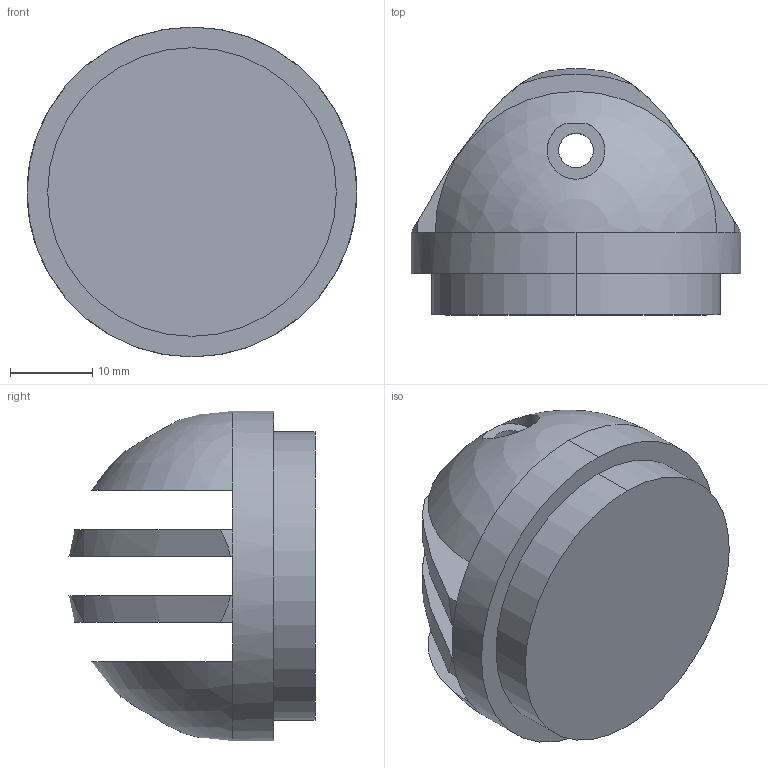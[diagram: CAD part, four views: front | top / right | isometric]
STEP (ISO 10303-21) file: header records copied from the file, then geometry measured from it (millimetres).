
FILE_DESCRIPTION (( 'STEP AP203' ), '1' );
FILE_NAME ('Zglob_telo.STEP', '2025-06-08T15:14:35', ( '' ), ( '' ), 'SwSTEP 2.0', 'SolidWorks 2023', '' );
FILE_SCHEMA (( 'CONFIG_CONTROL_DESIGN' ));
Length unit declared in the file: millimetre
Products named in the file (1): Zglob_telo
Bounding box: 40 x 29.83 x 40 mm (x, y, z)
Volume: 18883.4 mm3; surface area: 7782 mm2
Topology: 1 solids, 1 shells, 46 faces, 113 edges, 70 vertices
Faces by surface type: plane 19, cylinder 15, sphere 8, bspline 4
Entity records: 1599 total; most frequent: CARTESIAN_POINT 425, DIRECTION 238, ORIENTED_EDGE 222, EDGE_CURVE 111, AXIS2_PLACEMENT_3D 103, VERTEX_POINT 70, CIRCLE 60, EDGE_LOOP 57
